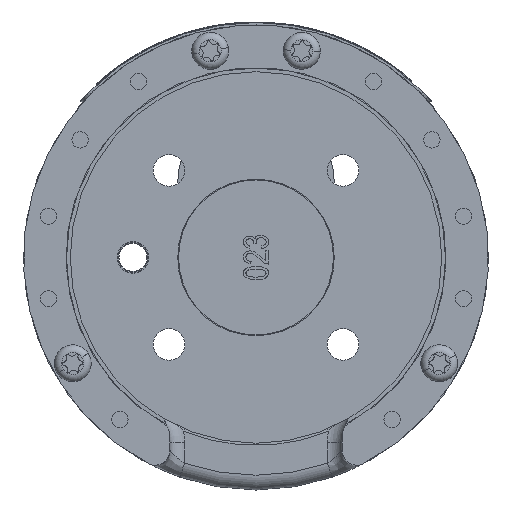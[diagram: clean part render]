
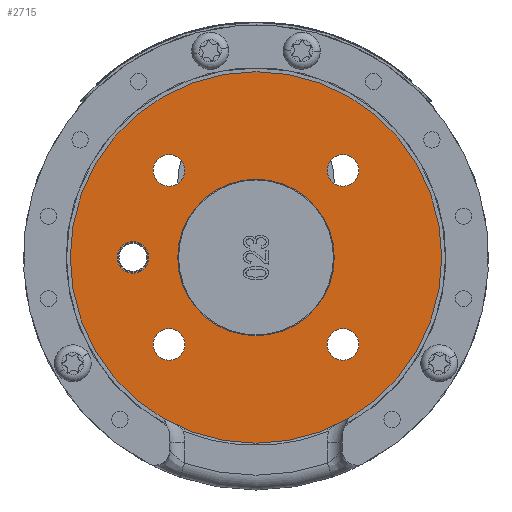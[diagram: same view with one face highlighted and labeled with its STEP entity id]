
A CAD part, front view. The second image highlights one B-rep face of the part: STEP entity #2715.
In plain terms, the highlighted planar face has unit normal (0, -1, 0).
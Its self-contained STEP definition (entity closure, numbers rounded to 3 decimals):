
#17 = CIRCLE ( 'NONE', #2879, 3.2 ) ;
#38 = EDGE_LOOP ( 'NONE', ( #1282, #8275 ) ) ;
#92 = AXIS2_PLACEMENT_3D ( 'NONE', #25190, #9834, #27754 ) ;
#669 = VERTEX_POINT ( 'NONE', #21785 ) ;
#944 = AXIS2_PLACEMENT_3D ( 'NONE', #3116, #21094, #5708 ) ;
#1158 = CARTESIAN_POINT ( 'NONE',  ( -17.678, 5., 17.678 ) ) ;
#1219 = DIRECTION ( 'NONE',  ( 0., 1., 0. ) ) ;
#1282 = ORIENTED_EDGE ( 'NONE', *, *, #18721, .F. ) ;
#1512 = AXIS2_PLACEMENT_3D ( 'NONE', #12605, #30552, #15198 ) ;
#1827 = DIRECTION ( 'NONE',  ( 0., 1., 0. ) ) ;
#2715 = ADVANCED_FACE ( 'NONE', ( #32910, #24083, #20084, #26046, #6435, #19281, #12456 ), #21972, .F. ) ;
#2879 = AXIS2_PLACEMENT_3D ( 'NONE', #1158, #19151, #3764 ) ;
#2971 = EDGE_LOOP ( 'NONE', ( #21553, #13326 ) ) ;
#3116 = CARTESIAN_POINT ( 'NONE',  ( -17.678, 5., 17.678 ) ) ;
#3184 = CARTESIAN_POINT ( 'NONE',  ( 17.678, 5., -17.678 ) ) ;
#3676 = CARTESIAN_POINT ( 'NONE',  ( -20.878, 5., 17.678 ) ) ;
#3764 = DIRECTION ( 'NONE',  ( 1., 0., 0. ) ) ;
#4187 = VERTEX_POINT ( 'NONE', #6149 ) ;
#4639 = DIRECTION ( 'NONE',  ( 0., 1., 0. ) ) ;
#4841 = CIRCLE ( 'NONE', #92, 3.2 ) ;
#4844 = AXIS2_PLACEMENT_3D ( 'NONE', #12747, #30693, #15346 ) ;
#5598 = EDGE_CURVE ( 'NONE', #17417, #9059, #31669, .T. ) ;
#5708 = DIRECTION ( 'NONE',  ( 1., 0., 0. ) ) ;
#5781 = DIRECTION ( 'NONE',  ( 1., 0., 0. ) ) ;
#6056 = AXIS2_PLACEMENT_3D ( 'NONE', #16644, #1219, #19204 ) ;
#6149 = CARTESIAN_POINT ( 'NONE',  ( -37.75, 5., 0. ) ) ;
#6435 = FACE_BOUND ( 'NONE', #8621, .T. ) ;
#6830 = AXIS2_PLACEMENT_3D ( 'NONE', #12545, #30486, #15144 ) ;
#7355 = EDGE_CURVE ( 'NONE', #11983, #30423, #27951, .T. ) ;
#7835 = CARTESIAN_POINT ( 'NONE',  ( 0., 5., 0. ) ) ;
#8275 = ORIENTED_EDGE ( 'NONE', *, *, #21890, .F. ) ;
#8282 = VERTEX_POINT ( 'NONE', #9497 ) ;
#8429 = EDGE_CURVE ( 'NONE', #17613, #22281, #21530, .T. ) ;
#8501 = EDGE_LOOP ( 'NONE', ( #12994, #26814 ) ) ;
#8591 = AXIS2_PLACEMENT_3D ( 'NONE', #24204, #8830, #26772 ) ;
#8621 = EDGE_LOOP ( 'NONE', ( #25021, #31642 ) ) ;
#8830 = DIRECTION ( 'NONE',  ( 0., 1., 0. ) ) ;
#9059 = VERTEX_POINT ( 'NONE', #17954 ) ;
#9093 = CARTESIAN_POINT ( 'NONE',  ( 37.75, 5., 0. ) ) ;
#9152 = DIRECTION ( 'NONE',  ( 1., 0., 0. ) ) ;
#9497 = CARTESIAN_POINT ( 'NONE',  ( 20.878, 5., 17.678 ) ) ;
#9834 = DIRECTION ( 'NONE',  ( 0., 1., 0. ) ) ;
#10427 = DIRECTION ( 'NONE',  ( 1., 0., 0. ) ) ;
#10454 = CIRCLE ( 'NONE', #21640, 3.2 ) ;
#10733 = CARTESIAN_POINT ( 'NONE',  ( -20.878, 5., -17.678 ) ) ;
#10957 = ORIENTED_EDGE ( 'NONE', *, *, #30632, .T. ) ;
#11199 = DIRECTION ( 'NONE',  ( 0., 1., 0. ) ) ;
#11221 = CIRCLE ( 'NONE', #21233, 37.75 ) ;
#11517 = AXIS2_PLACEMENT_3D ( 'NONE', #17219, #1827, #19820 ) ;
#11983 = VERTEX_POINT ( 'NONE', #31258 ) ;
#12266 = EDGE_LOOP ( 'NONE', ( #25437, #22953 ) ) ;
#12271 = CIRCLE ( 'NONE', #6056, 3.2 ) ;
#12456 = FACE_BOUND ( 'NONE', #16274, .T. ) ;
#12531 = CARTESIAN_POINT ( 'NONE',  ( -28.2, 5., 0. ) ) ;
#12545 = CARTESIAN_POINT ( 'NONE',  ( -17.678, 5., -17.678 ) ) ;
#12605 = CARTESIAN_POINT ( 'NONE',  ( 17.678, 5., 17.678 ) ) ;
#12747 = CARTESIAN_POINT ( 'NONE',  ( -25., 5., 0. ) ) ;
#12994 = ORIENTED_EDGE ( 'NONE', *, *, #19533, .T. ) ;
#13167 = CIRCLE ( 'NONE', #6830, 3.2 ) ;
#13326 = ORIENTED_EDGE ( 'NONE', *, *, #25315, .T. ) ;
#14319 = DIRECTION ( 'NONE',  ( 0., 1., 0. ) ) ;
#14633 = VERTEX_POINT ( 'NONE', #18247 ) ;
#15144 = DIRECTION ( 'NONE',  ( 1., 0., 0. ) ) ;
#15198 = DIRECTION ( 'NONE',  ( 1., 0., 0. ) ) ;
#15346 = DIRECTION ( 'NONE',  ( 1., 0., 0. ) ) ;
#16014 = AXIS2_PLACEMENT_3D ( 'NONE', #20004, #4639, #22579 ) ;
#16202 = CARTESIAN_POINT ( 'NONE',  ( -15.9, 5., 0. ) ) ;
#16274 = EDGE_LOOP ( 'NONE', ( #23359, #26621 ) ) ;
#16643 = EDGE_CURVE ( 'NONE', #29644, #29797, #16652, .T. ) ;
#16644 = CARTESIAN_POINT ( 'NONE',  ( 17.678, 5., 17.678 ) ) ;
#16652 = CIRCLE ( 'NONE', #33161, 15.9 ) ;
#17219 = CARTESIAN_POINT ( 'NONE',  ( 0., 5., 0. ) ) ;
#17417 = VERTEX_POINT ( 'NONE', #10733 ) ;
#17613 = VERTEX_POINT ( 'NONE', #12531 ) ;
#17797 = CARTESIAN_POINT ( 'NONE',  ( -21.8, 5., 0. ) ) ;
#17954 = CARTESIAN_POINT ( 'NONE',  ( -14.478, 5., -17.678 ) ) ;
#18247 = CARTESIAN_POINT ( 'NONE',  ( 14.478, 5., 17.678 ) ) ;
#18595 = EDGE_CURVE ( 'NONE', #30304, #669, #17, .T. ) ;
#18686 = CIRCLE ( 'NONE', #1512, 3.2 ) ;
#18721 = EDGE_CURVE ( 'NONE', #4187, #25350, #30985, .T. ) ;
#19151 = DIRECTION ( 'NONE',  ( 0., 1., 0. ) ) ;
#19204 = DIRECTION ( 'NONE',  ( 1., 0., 0. ) ) ;
#19281 = FACE_OUTER_BOUND ( 'NONE', #38, .T. ) ;
#19533 = EDGE_CURVE ( 'NONE', #669, #30304, #30605, .T. ) ;
#19820 = DIRECTION ( 'NONE',  ( 1., 0., 0. ) ) ;
#20004 = CARTESIAN_POINT ( 'NONE',  ( 17.678, 5., -17.678 ) ) ;
#20084 = FACE_BOUND ( 'NONE', #2971, .T. ) ;
#20170 = CARTESIAN_POINT ( 'NONE',  ( 20.878, 5., -17.678 ) ) ;
#20845 = EDGE_CURVE ( 'NONE', #22281, #17613, #4841, .T. ) ;
#21094 = DIRECTION ( 'NONE',  ( 0., 1., 0. ) ) ;
#21154 = DIRECTION ( 'NONE',  ( 0., 1., 0. ) ) ;
#21233 = AXIS2_PLACEMENT_3D ( 'NONE', #7835, #25773, #10427 ) ;
#21530 = CIRCLE ( 'NONE', #4844, 3.2 ) ;
#21553 = ORIENTED_EDGE ( 'NONE', *, *, #25063, .T. ) ;
#21640 = AXIS2_PLACEMENT_3D ( 'NONE', #3184, #21154, #5781 ) ;
#21785 = CARTESIAN_POINT ( 'NONE',  ( -14.478, 5., 17.678 ) ) ;
#21890 = EDGE_CURVE ( 'NONE', #25350, #4187, #11221, .T. ) ;
#21972 = PLANE ( 'NONE',  #27287 ) ;
#22281 = VERTEX_POINT ( 'NONE', #17797 ) ;
#22376 = CIRCLE ( 'NONE', #8591, 15.9 ) ;
#22579 = DIRECTION ( 'NONE',  ( 1., 0., 0. ) ) ;
#22953 = ORIENTED_EDGE ( 'NONE', *, *, #5598, .T. ) ;
#23184 = ORIENTED_EDGE ( 'NONE', *, *, #7355, .T. ) ;
#23359 = ORIENTED_EDGE ( 'NONE', *, *, #23918, .T. ) ;
#23918 = EDGE_CURVE ( 'NONE', #29797, #29644, #22376, .T. ) ;
#24083 = FACE_BOUND ( 'NONE', #31037, .T. ) ;
#24204 = CARTESIAN_POINT ( 'NONE',  ( 0., 5., 0. ) ) ;
#24292 = DIRECTION ( 'NONE',  ( 0., 1., 0. ) ) ;
#24506 = CARTESIAN_POINT ( 'NONE',  ( 0., 5., 0. ) ) ;
#25021 = ORIENTED_EDGE ( 'NONE', *, *, #20845, .T. ) ;
#25063 = EDGE_CURVE ( 'NONE', #8282, #14633, #18686, .T. ) ;
#25190 = CARTESIAN_POINT ( 'NONE',  ( -25., 5., 0. ) ) ;
#25315 = EDGE_CURVE ( 'NONE', #14633, #8282, #12271, .T. ) ;
#25350 = VERTEX_POINT ( 'NONE', #9093 ) ;
#25437 = ORIENTED_EDGE ( 'NONE', *, *, #32737, .T. ) ;
#25773 = DIRECTION ( 'NONE',  ( 0., 1., 0. ) ) ;
#26046 = FACE_BOUND ( 'NONE', #8501, .T. ) ;
#26522 = CARTESIAN_POINT ( 'NONE',  ( -17.678, 5., -17.678 ) ) ;
#26621 = ORIENTED_EDGE ( 'NONE', *, *, #16643, .T. ) ;
#26772 = DIRECTION ( 'NONE',  ( 1., 0., 0. ) ) ;
#26814 = ORIENTED_EDGE ( 'NONE', *, *, #18595, .T. ) ;
#27287 = AXIS2_PLACEMENT_3D ( 'NONE', #24506, #24292, #9152 ) ;
#27754 = DIRECTION ( 'NONE',  ( 1., 0., 0. ) ) ;
#27951 = CIRCLE ( 'NONE', #16014, 3.2 ) ;
#28486 = CARTESIAN_POINT ( 'NONE',  ( 15.9, 5., 0. ) ) ;
#29136 = DIRECTION ( 'NONE',  ( 1., 0., 0. ) ) ;
#29644 = VERTEX_POINT ( 'NONE', #28486 ) ;
#29652 = CARTESIAN_POINT ( 'NONE',  ( 0., 5., 0. ) ) ;
#29797 = VERTEX_POINT ( 'NONE', #16202 ) ;
#30171 = AXIS2_PLACEMENT_3D ( 'NONE', #26522, #11199, #29136 ) ;
#30304 = VERTEX_POINT ( 'NONE', #3676 ) ;
#30423 = VERTEX_POINT ( 'NONE', #20170 ) ;
#30486 = DIRECTION ( 'NONE',  ( 0., 1., 0. ) ) ;
#30552 = DIRECTION ( 'NONE',  ( 0., 1., 0. ) ) ;
#30605 = CIRCLE ( 'NONE', #944, 3.2 ) ;
#30632 = EDGE_CURVE ( 'NONE', #30423, #11983, #10454, .T. ) ;
#30693 = DIRECTION ( 'NONE',  ( 0., 1., 0. ) ) ;
#30985 = CIRCLE ( 'NONE', #11517, 37.75 ) ;
#31037 = EDGE_LOOP ( 'NONE', ( #10957, #23184 ) ) ;
#31258 = CARTESIAN_POINT ( 'NONE',  ( 14.478, 5., -17.678 ) ) ;
#31642 = ORIENTED_EDGE ( 'NONE', *, *, #8429, .T. ) ;
#31669 = CIRCLE ( 'NONE', #30171, 3.2 ) ;
#32228 = DIRECTION ( 'NONE',  ( 1., 0., 0. ) ) ;
#32737 = EDGE_CURVE ( 'NONE', #9059, #17417, #13167, .T. ) ;
#32910 = FACE_BOUND ( 'NONE', #12266, .T. ) ;
#33161 = AXIS2_PLACEMENT_3D ( 'NONE', #29652, #14319, #32228 ) ;
